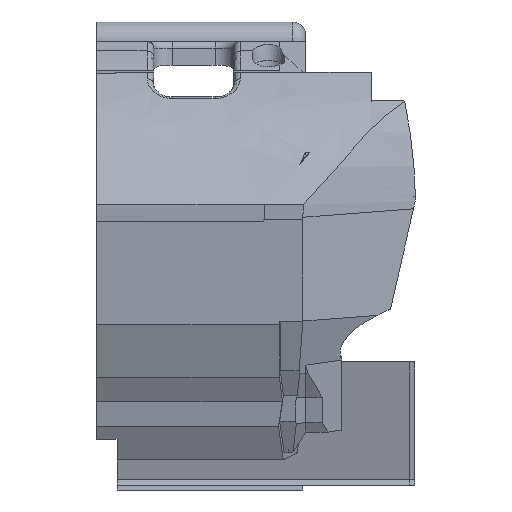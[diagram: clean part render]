
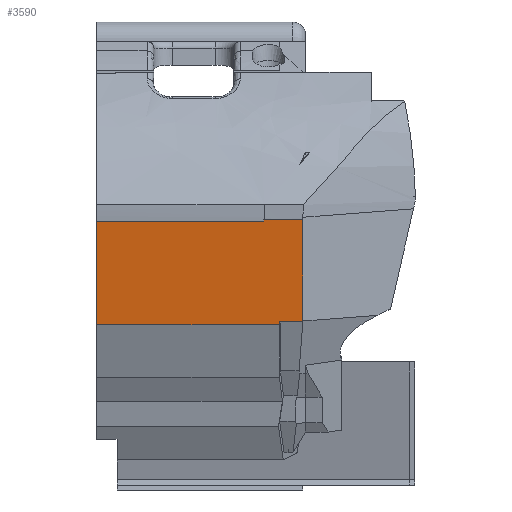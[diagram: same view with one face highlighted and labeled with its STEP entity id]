
A CAD part, left-side view. The second image highlights one B-rep face of the part: STEP entity #3590.
In plain terms, the highlighted planar face has unit normal (-0.991, 0, -0.133).
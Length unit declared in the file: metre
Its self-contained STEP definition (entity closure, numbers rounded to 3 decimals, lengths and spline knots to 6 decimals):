
#594=ORIENTED_EDGE('',*,*,#1559,.T.);
#595=ORIENTED_EDGE('',*,*,#1558,.F.);
#596=ORIENTED_EDGE('',*,*,#1540,.F.);
#597=ORIENTED_EDGE('',*,*,#1609,.T.);
#598=ORIENTED_EDGE('',*,*,#1610,.T.);
#599=ORIENTED_EDGE('',*,*,#1611,.T.);
#600=ORIENTED_EDGE('',*,*,#1596,.T.);
#601=ORIENTED_EDGE('',*,*,#1591,.F.);
#602=ORIENTED_EDGE('',*,*,#1585,.F.);
#603=ORIENTED_EDGE('',*,*,#1584,.F.);
#1540=EDGE_CURVE('',#2050,#2051,#2381,.F.);
#1558=EDGE_CURVE('',#2051,#2064,#2391,.T.);
#1559=EDGE_CURVE('',#2065,#2064,#2392,.T.);
#1584=EDGE_CURVE('',#2065,#2081,#2410,.T.);
#1585=EDGE_CURVE('',#2081,#2082,#2411,.T.);
#1591=EDGE_CURVE('',#2082,#2087,#2416,.T.);
#1596=EDGE_CURVE('',#2090,#2087,#2419,.T.);
#1609=EDGE_CURVE('',#2050,#2098,#2431,.T.);
#1610=EDGE_CURVE('',#2098,#2099,#2432,.T.);
#1611=EDGE_CURVE('',#2099,#2090,#2433,.T.);
#2050=VERTEX_POINT('',#5585);
#2051=VERTEX_POINT('',#5587);
#2064=VERTEX_POINT('',#5619);
#2065=VERTEX_POINT('',#5621);
#2081=VERTEX_POINT('',#5680);
#2082=VERTEX_POINT('',#5682);
#2087=VERTEX_POINT('',#5695);
#2090=VERTEX_POINT('',#5704);
#2098=VERTEX_POINT('',#5729);
#2099=VERTEX_POINT('',#5731);
#2381=LINE('',#5586,#2759);
#2391=LINE('',#5618,#2769);
#2392=LINE('',#5620,#2770);
#2410=LINE('',#5679,#2788);
#2411=LINE('',#5681,#2789);
#2416=LINE('',#5694,#2794);
#2419=LINE('',#5703,#2797);
#2431=LINE('',#5728,#2809);
#2432=LINE('',#5730,#2810);
#2433=LINE('',#5732,#2811);
#2759=VECTOR('',#4276,1.);
#2769=VECTOR('',#4304,1.);
#2770=VECTOR('',#4305,1.);
#2788=VECTOR('',#4349,1.);
#2789=VECTOR('',#4350,1.);
#2794=VECTOR('',#4361,1.);
#2797=VECTOR('',#4370,1.);
#2809=VECTOR('',#4392,1.);
#2810=VECTOR('',#4393,1.);
#2811=VECTOR('',#4394,1.);
#3049=EDGE_LOOP('',(#594,#595,#596,#597,#598,#599,#600,#601,#602,#603));
#3259=FACE_BOUND('',#3049,.T.);
#3449=PLANE('',#3834);
#3590=ADVANCED_FACE('',(#3259),#3449,.F.);
#3834=AXIS2_PLACEMENT_3D('',#5727,#4390,#4391);
#4276=DIRECTION('',(0.133,0.,-0.991));
#4304=DIRECTION('',(0.,-1.,0.));
#4305=DIRECTION('',(0.133,0.,-0.991));
#4349=DIRECTION('',(0.,-1.,0.));
#4350=DIRECTION('',(0.,-1.,0.));
#4361=DIRECTION('',(0.133,0.,-0.991));
#4370=DIRECTION('',(-0.117,-0.467,0.876));
#4390=DIRECTION('',(0.991,0.,0.133));
#4391=DIRECTION('',(0.133,0.,-0.991));
#4392=DIRECTION('',(0.,-1.,0.));
#4393=DIRECTION('',(-0.133,0.,0.991));
#4394=DIRECTION('',(0.,-1.,0.));
#5585=CARTESIAN_POINT('',(-0.041054,0.088845,0.03946));
#5586=CARTESIAN_POINT('',(-0.042137,0.088845,0.047547));
#5587=CARTESIAN_POINT('',(-0.043183,0.088845,0.055352));
#5618=CARTESIAN_POINT('',(-0.043183,0.085845,0.055352));
#5619=CARTESIAN_POINT('',(-0.043183,0.063027,0.055352));
#5620=CARTESIAN_POINT('',(-0.042231,0.063027,0.048244));
#5621=CARTESIAN_POINT('',(-0.043221,0.063026,0.055642));
#5679=CARTESIAN_POINT('',(-0.043222,0.085845,0.055642));
#5680=CARTESIAN_POINT('',(-0.043222,0.060646,0.055642));
#5681=CARTESIAN_POINT('',(-0.043222,0.085845,0.055642));
#5682=CARTESIAN_POINT('',(-0.043222,0.057027,0.055642));
#5694=CARTESIAN_POINT('',(-0.042231,0.057027,0.048244));
#5695=CARTESIAN_POINT('',(-0.041133,0.057027,0.040052));
#5703=CARTESIAN_POINT('',(-0.040212,0.060698,0.033171));
#5704=CARTESIAN_POINT('',(-0.041131,0.057039,0.04003));
#5727=CARTESIAN_POINT('',(-0.042176,0.085845,0.047836));
#5728=CARTESIAN_POINT('',(-0.041054,0.085845,0.03946));
#5729=CARTESIAN_POINT('',(-0.041054,0.060645,0.03946));
#5730=CARTESIAN_POINT('',(-0.042137,0.060645,0.047547));
#5731=CARTESIAN_POINT('',(-0.041131,0.060645,0.04003));
#5732=CARTESIAN_POINT('',(-0.041131,0.085845,0.04003));
